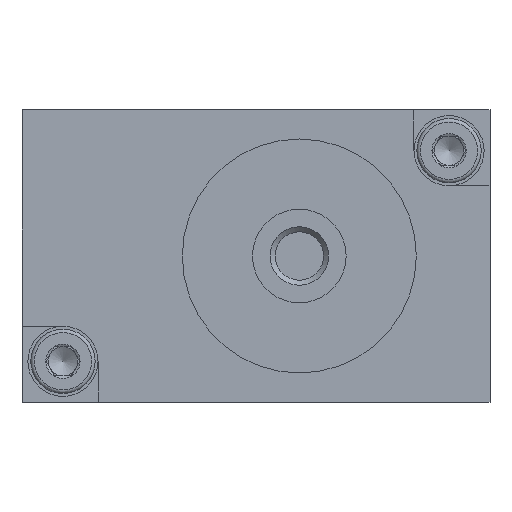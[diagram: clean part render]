
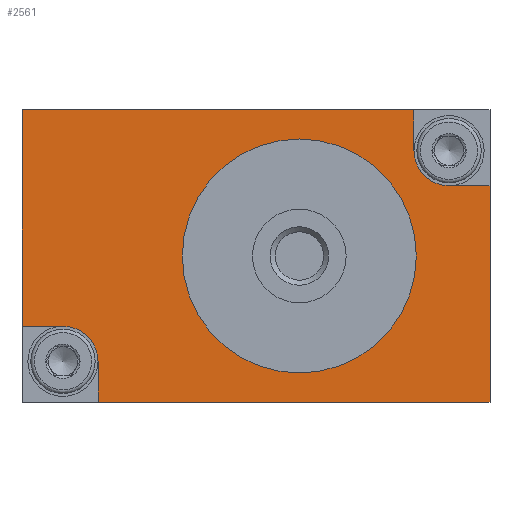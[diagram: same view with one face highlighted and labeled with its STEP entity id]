
A CAD part, front view. The second image highlights one B-rep face of the part: STEP entity #2561.
In plain terms, the highlighted planar face has unit normal (0, -1, 0).
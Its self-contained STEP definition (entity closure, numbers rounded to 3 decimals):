
#434=CIRCLE('',#2700,3.);
#436=CIRCLE('',#2704,4.);
#437=CIRCLE('',#2705,4.);
#438=CIRCLE('',#2706,3.);
#595=VERTEX_POINT('',#3646);
#596=VERTEX_POINT('',#3647);
#600=VERTEX_POINT('',#3656);
#601=VERTEX_POINT('',#3658);
#603=VERTEX_POINT('',#3665);
#604=VERTEX_POINT('',#3666);
#605=VERTEX_POINT('',#3669);
#606=VERTEX_POINT('',#3670);
#607=VERTEX_POINT('',#3672);
#608=VERTEX_POINT('',#3674);
#609=VERTEX_POINT('',#3678);
#610=VERTEX_POINT('',#3680);
#821=VECTOR('',#2988,1.);
#825=VECTOR('',#2997,1.);
#826=VECTOR('',#3000,1.);
#827=VECTOR('',#3001,1.);
#828=VECTOR('',#3002,1.);
#829=VECTOR('',#3003,1.);
#830=VECTOR('',#3004,1.);
#831=VECTOR('',#3005,1.);
#1016=LINE('',#3657,#821);
#1020=LINE('',#3668,#825);
#1021=LINE('',#3673,#826);
#1022=LINE('',#3675,#827);
#1023=LINE('',#3676,#828);
#1024=LINE('',#3677,#829);
#1025=LINE('',#3679,#830);
#1026=LINE('',#3681,#831);
#1208=EDGE_CURVE('',#595,#596,#434,.T.);
#1213=EDGE_CURVE('',#600,#601,#1016,.T.);
#1217=EDGE_CURVE('',#603,#604,#436,.T.);
#1218=EDGE_CURVE('',#604,#603,#437,.T.);
#1219=EDGE_CURVE('',#605,#606,#1020,.T.);
#1220=EDGE_CURVE('',#606,#607,#438,.T.);
#1221=EDGE_CURVE('',#607,#608,#1021,.T.);
#1222=EDGE_CURVE('',#601,#608,#1022,.T.);
#1223=EDGE_CURVE('',#600,#595,#1023,.T.);
#1224=EDGE_CURVE('',#596,#609,#1024,.T.);
#1225=EDGE_CURVE('',#610,#609,#1025,.T.);
#1226=EDGE_CURVE('',#605,#610,#1026,.T.);
#1550=ORIENTED_EDGE('',*,*,#1217,.F.);
#1551=ORIENTED_EDGE('',*,*,#1218,.F.);
#1552=ORIENTED_EDGE('',*,*,#1219,.T.);
#1553=ORIENTED_EDGE('',*,*,#1220,.T.);
#1554=ORIENTED_EDGE('',*,*,#1221,.T.);
#1555=ORIENTED_EDGE('',*,*,#1222,.F.);
#1556=ORIENTED_EDGE('',*,*,#1213,.F.);
#1557=ORIENTED_EDGE('',*,*,#1223,.T.);
#1558=ORIENTED_EDGE('',*,*,#1208,.T.);
#1559=ORIENTED_EDGE('',*,*,#1224,.T.);
#1560=ORIENTED_EDGE('',*,*,#1225,.F.);
#1561=ORIENTED_EDGE('',*,*,#1226,.F.);
#2203=EDGE_LOOP('',(#1550,#1551));
#2204=EDGE_LOOP('',(#1552,#1553,#1554,#1555,#1556,#1557,#1558,#1559,#1560,
#1561));
#2382=FACE_BOUND('',#2203,.T.);
#2383=FACE_BOUND('',#2204,.T.);
#2561=ADVANCED_FACE('',(#2382,#2383),#4747,.F.);
#2700=AXIS2_PLACEMENT_3D('',#3645,#2980,#2981);
#2703=AXIS2_PLACEMENT_3D('',#3663,#2992,$);
#2704=AXIS2_PLACEMENT_3D('',#3664,#2993,#2994);
#2705=AXIS2_PLACEMENT_3D('',#3667,#2995,#2996);
#2706=AXIS2_PLACEMENT_3D('',#3671,#2998,#2999);
#2980=DIRECTION('',(0.,1.,0.));
#2981=DIRECTION('',(3.,0.,0.));
#2988=DIRECTION('',(0.,0.,-1.));
#2992=DIRECTION('',(0.,1.,0.));
#2993=DIRECTION('',(0.,-1.,0.));
#2994=DIRECTION('',(0.,0.,4.));
#2995=DIRECTION('',(0.,-1.,0.));
#2996=DIRECTION('',(0.,0.,4.));
#2997=DIRECTION('',(1.,0.,0.));
#2998=DIRECTION('',(0.,1.,0.));
#2999=DIRECTION('',(3.,0.,0.));
#3000=DIRECTION('',(0.,0.,-1.));
#3001=DIRECTION('',(-1.,0.,0.));
#3002=DIRECTION('',(-1.,0.,0.));
#3003=DIRECTION('',(0.,0.,1.));
#3004=DIRECTION('',(1.,0.,0.));
#3005=DIRECTION('',(0.,0.,1.));
#3645=CARTESIAN_POINT('',(36.5,0.,-3.5));
#3646=CARTESIAN_POINT('',(36.5,0.,-6.5));
#3647=CARTESIAN_POINT('',(33.5,0.,-3.5));
#3656=CARTESIAN_POINT('',(40.,0.,-6.5));
#3657=CARTESIAN_POINT('',(40.,0.,-6.5));
#3658=CARTESIAN_POINT('',(40.,0.,-25.));
#3663=CARTESIAN_POINT('',(0.,0.,0.));
#3664=CARTESIAN_POINT('',(16.3,0.,-12.5));
#3665=CARTESIAN_POINT('',(16.3,0.,-16.5));
#3666=CARTESIAN_POINT('',(16.3,0.,-8.5));
#3667=CARTESIAN_POINT('',(16.3,0.,-12.5));
#3668=CARTESIAN_POINT('',(0.,0.,-18.5));
#3669=CARTESIAN_POINT('',(0.,0.,-18.5));
#3670=CARTESIAN_POINT('',(3.5,0.,-18.5));
#3671=CARTESIAN_POINT('',(3.5,0.,-21.5));
#3672=CARTESIAN_POINT('',(6.5,0.,-21.5));
#3673=CARTESIAN_POINT('',(6.5,0.,-21.5));
#3674=CARTESIAN_POINT('',(6.5,0.,-25.));
#3675=CARTESIAN_POINT('',(40.,0.,-25.));
#3676=CARTESIAN_POINT('',(40.,0.,-6.5));
#3677=CARTESIAN_POINT('',(33.5,0.,-3.5));
#3678=CARTESIAN_POINT('',(33.5,0.,0.));
#3679=CARTESIAN_POINT('',(0.,0.,0.));
#3680=CARTESIAN_POINT('',(0.,0.,0.));
#3681=CARTESIAN_POINT('',(0.,0.,-18.5));
#4747=PLANE('',#2703);
